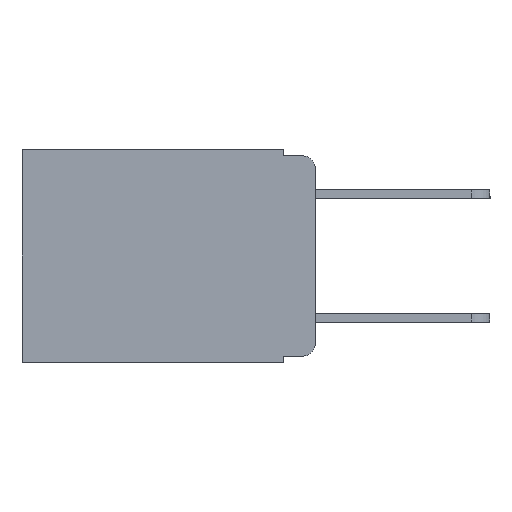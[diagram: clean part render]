
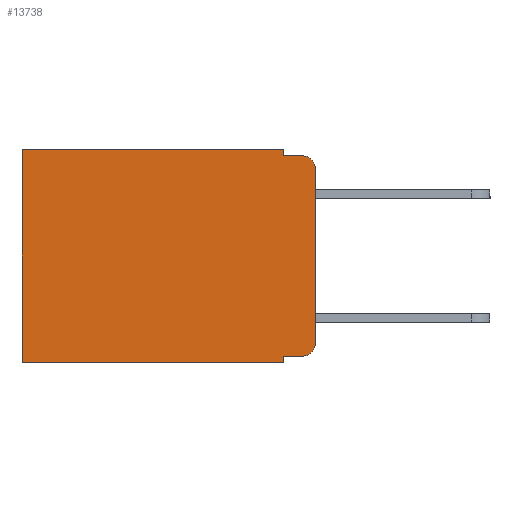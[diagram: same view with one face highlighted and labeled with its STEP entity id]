
A CAD part, left-side view. The second image highlights one B-rep face of the part: STEP entity #13738.
In plain terms, the highlighted planar face has unit normal (-1, 0, 0).
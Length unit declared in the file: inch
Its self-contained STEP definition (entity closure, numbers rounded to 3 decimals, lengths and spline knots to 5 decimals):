
#189 = DIRECTION ( 'NONE',  ( 0., 0., -1. ) ) ;
#397 = EDGE_CURVE ( 'NONE', #18129, #10152, #3126, .T. ) ;
#679 = EDGE_CURVE ( 'NONE', #18541, #6492, #2276, .T. ) ;
#737 = VERTEX_POINT ( 'NONE', #20143 ) ;
#1067 = CARTESIAN_POINT ( 'NONE',  ( 0.298, 0., 0. ) ) ;
#1300 = DIRECTION ( 'NONE',  ( 0., 0., -1. ) ) ;
#1585 = DIRECTION ( 'NONE',  ( 0., -1., 0. ) ) ;
#2120 = ORIENTED_EDGE ( 'NONE', *, *, #679, .F. ) ;
#2254 = LINE ( 'NONE', #14906, #6341 ) ;
#2276 = LINE ( 'NONE', #2715, #11366 ) ;
#2437 = PLANE ( 'NONE',  #19483 ) ;
#2618 = LINE ( 'NONE', #14988, #21661 ) ;
#2661 = ORIENTED_EDGE ( 'NONE', *, *, #11783, .F. ) ;
#2715 = CARTESIAN_POINT ( 'NONE',  ( 0.298, 0.051, -0.01 ) ) ;
#3126 = LINE ( 'NONE', #13118, #7677 ) ;
#3453 = VERTEX_POINT ( 'NONE', #8812 ) ;
#4134 = VERTEX_POINT ( 'NONE', #20004 ) ;
#4213 = DIRECTION ( 'NONE',  ( 0., 0., -1. ) ) ;
#4357 = ORIENTED_EDGE ( 'NONE', *, *, #7491, .T. ) ;
#4850 = DIRECTION ( 'NONE',  ( 0., 0., -1. ) ) ;
#4869 = CARTESIAN_POINT ( 'NONE',  ( 0.298, 0.051, 0. ) ) ;
#6341 = VECTOR ( 'NONE', #1585, 39.37008 ) ;
#6492 = VERTEX_POINT ( 'NONE', #15210 ) ;
#7247 = ORIENTED_EDGE ( 'NONE', *, *, #9526, .T. ) ;
#7250 = CARTESIAN_POINT ( 'NONE',  ( 0.298, 0.051, -0.01 ) ) ;
#7491 = EDGE_CURVE ( 'NONE', #18129, #737, #2254, .T. ) ;
#7551 = VERTEX_POINT ( 'NONE', #11272 ) ;
#7677 = VECTOR ( 'NONE', #17288, 39.37008 ) ;
#7681 = LINE ( 'NONE', #12708, #16163 ) ;
#7766 = ORIENTED_EDGE ( 'NONE', *, *, #20951, .T. ) ;
#7856 = AXIS2_PLACEMENT_3D ( 'NONE', #19107, #8985, #20763 ) ;
#8149 = EDGE_LOOP ( 'NONE', ( #19665, #14658, #2120, #20190, #7247, #16273, #2661, #21224, #4357, #7766 ) ) ;
#8426 = VERTEX_POINT ( 'NONE', #4869 ) ;
#8812 = CARTESIAN_POINT ( 'NONE',  ( 0.298, 0., -0.313 ) ) ;
#8985 = DIRECTION ( 'NONE',  ( -1., 0., 0. ) ) ;
#8999 = LINE ( 'NONE', #1067, #12949 ) ;
#9071 = VERTEX_POINT ( 'NONE', #9965 ) ;
#9153 = VECTOR ( 'NONE', #1300, 39.37008 ) ;
#9526 = EDGE_CURVE ( 'NONE', #8426, #4134, #12494, .T. ) ;
#9715 = DIRECTION ( 'NONE',  ( 0., 0., -1. ) ) ;
#9965 = CARTESIAN_POINT ( 'NONE',  ( 0.298, 0., -0.03 ) ) ;
#10152 = VERTEX_POINT ( 'NONE', #21434 ) ;
#10288 = CIRCLE ( 'NONE', #7856, 0.02 ) ;
#10601 = DIRECTION ( 'NONE',  ( -1., 0., 0. ) ) ;
#10871 = EDGE_CURVE ( 'NONE', #4134, #7551, #2618, .T. ) ;
#10954 = CARTESIAN_POINT ( 'NONE',  ( 0.298, 0., 0. ) ) ;
#11272 = CARTESIAN_POINT ( 'NONE',  ( 0.298, 0.473, -0.343 ) ) ;
#11366 = VECTOR ( 'NONE', #14614, 39.37008 ) ;
#11783 = EDGE_CURVE ( 'NONE', #10152, #7551, #7681, .T. ) ;
#11928 = EDGE_CURVE ( 'NONE', #9071, #3453, #8999, .T. ) ;
#11966 = VECTOR ( 'NONE', #16233, 39.37008 ) ;
#12494 = LINE ( 'NONE', #21251, #11966 ) ;
#12708 = CARTESIAN_POINT ( 'NONE',  ( 0.298, 0., -0.343 ) ) ;
#12941 = EDGE_CURVE ( 'NONE', #9071, #6492, #10288, .T. ) ;
#12949 = VECTOR ( 'NONE', #9715, 39.37008 ) ;
#13118 = CARTESIAN_POINT ( 'NONE',  ( 0.298, 0.051, 0. ) ) ;
#13629 = LINE ( 'NONE', #21651, #9153 ) ;
#13738 = ADVANCED_FACE ( 'NONE', ( #16332 ), #2437, .F. ) ;
#14294 = EDGE_CURVE ( 'NONE', #8426, #18541, #13629, .T. ) ;
#14343 = DIRECTION ( 'NONE',  ( 1., 0., 0. ) ) ;
#14414 = DIRECTION ( 'NONE',  ( 0., 1., 0. ) ) ;
#14614 = DIRECTION ( 'NONE',  ( 0., -1., 0. ) ) ;
#14658 = ORIENTED_EDGE ( 'NONE', *, *, #12941, .T. ) ;
#14906 = CARTESIAN_POINT ( 'NONE',  ( 0.298, 0.051, -0.333 ) ) ;
#14988 = CARTESIAN_POINT ( 'NONE',  ( 0.298, 0.473, 0. ) ) ;
#15210 = CARTESIAN_POINT ( 'NONE',  ( 0.298, 0.02, -0.01 ) ) ;
#16163 = VECTOR ( 'NONE', #14414, 39.37008 ) ;
#16233 = DIRECTION ( 'NONE',  ( 0., 1., 0. ) ) ;
#16273 = ORIENTED_EDGE ( 'NONE', *, *, #10871, .T. ) ;
#16332 = FACE_OUTER_BOUND ( 'NONE', #8149, .T. ) ;
#17288 = DIRECTION ( 'NONE',  ( 0., 0., -1. ) ) ;
#18079 = CARTESIAN_POINT ( 'NONE',  ( 0.298, 0.051, -0.333 ) ) ;
#18102 = AXIS2_PLACEMENT_3D ( 'NONE', #20675, #10601, #189 ) ;
#18129 = VERTEX_POINT ( 'NONE', #18079 ) ;
#18541 = VERTEX_POINT ( 'NONE', #7250 ) ;
#19107 = CARTESIAN_POINT ( 'NONE',  ( 0.298, 0.02, -0.03 ) ) ;
#19483 = AXIS2_PLACEMENT_3D ( 'NONE', #10954, #14343, #4213 ) ;
#19665 = ORIENTED_EDGE ( 'NONE', *, *, #11928, .F. ) ;
#20004 = CARTESIAN_POINT ( 'NONE',  ( 0.298, 0.473, 0. ) ) ;
#20143 = CARTESIAN_POINT ( 'NONE',  ( 0.298, 0.02, -0.333 ) ) ;
#20190 = ORIENTED_EDGE ( 'NONE', *, *, #14294, .F. ) ;
#20675 = CARTESIAN_POINT ( 'NONE',  ( 0.298, 0.02, -0.313 ) ) ;
#20763 = DIRECTION ( 'NONE',  ( 0., 0., -1. ) ) ;
#20769 = CIRCLE ( 'NONE', #18102, 0.02 ) ;
#20951 = EDGE_CURVE ( 'NONE', #737, #3453, #20769, .T. ) ;
#21224 = ORIENTED_EDGE ( 'NONE', *, *, #397, .F. ) ;
#21251 = CARTESIAN_POINT ( 'NONE',  ( 0.298, 0., 0. ) ) ;
#21434 = CARTESIAN_POINT ( 'NONE',  ( 0.298, 0.051, -0.343 ) ) ;
#21651 = CARTESIAN_POINT ( 'NONE',  ( 0.298, 0.051, 0. ) ) ;
#21661 = VECTOR ( 'NONE', #4850, 39.37008 ) ;
